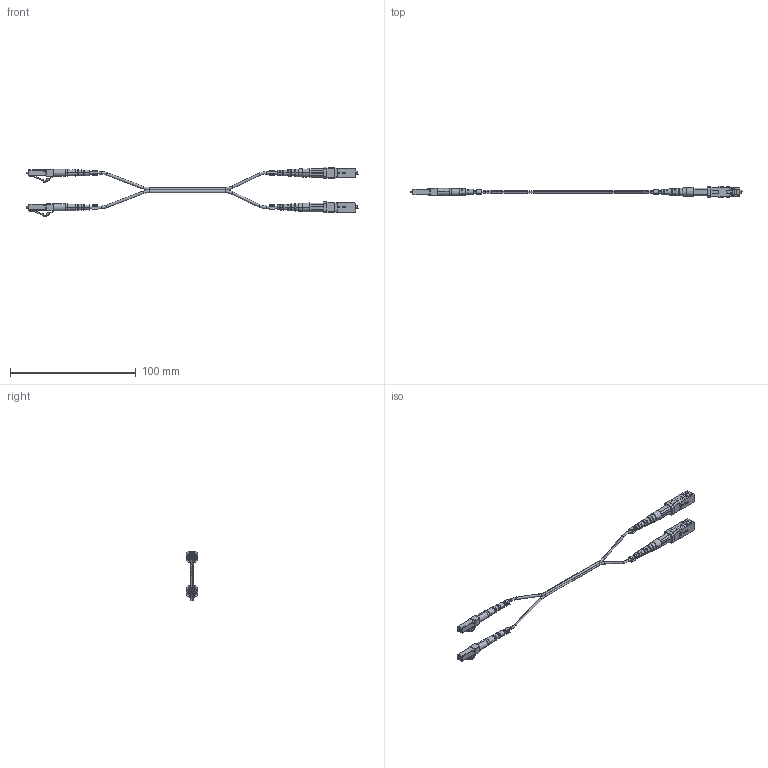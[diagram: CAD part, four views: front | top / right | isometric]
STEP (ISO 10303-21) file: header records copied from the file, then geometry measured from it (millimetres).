
FILE_DESCRIPTION (( 'STEP AP214' ), '1' );
FILE_NAME ('FCA-LASA-DPS2Z.step', '2021-09-01T12:32:41', ( '' ), ( '' ), 'SwSTEP 2.0', 'SolidWorks 2021', '' );
FILE_SCHEMA (( 'AUTOMOTIVE_DESIGN' ));
Length unit declared in the file: inch
Products named in the file (12): CONN-95-200-08-BP3B MA2; 1AF02-003-MA1; 1AF02-003-MA2; LBL-C3P-A; 1AF04-011; FCA-LASA-DPS2Z; 1AF04-011-MA1; CONN-95-200-08-BP3B MA3; FCA-FCFC-DPS1Z-ma1_YELLOW; 1AF02-003; CONN-95-200-08-BP3B MA4; LBL-C3P-B
Assembly tree (15 placements, depth 3):
  FCA-LASA-DPS2Z
    FCA-FCFC-DPS1Z-ma1_YELLOW
    1AF02-003  x2
      1AF02-003-MA1
      1AF02-003-MA2
    1AF04-011  x2
      CONN-95-200-08-BP3B MA2
      1AF04-011-MA1
      CONN-95-200-08-BP3B MA4
      CONN-95-200-08-BP3B MA3
    LBL-C3P-A  x2
    LBL-C3P-B  x2
Bounding box: 263.83 x 8.89 x 39.33 mm (x, y, z)
Volume: 6284.3 mm3; surface area: 13739.1 mm2
Topology: 20 solids, 20 shells, 1150 faces, 3136 edges, 1972 vertices
Faces by surface type: plane 704, cylinder 302, torus 56, sphere 44, cone 24, bspline 20
Entity records: 21079 total; most frequent: CARTESIAN_POINT 4469, ORIENTED_EDGE 3168, DIRECTION 3101, EDGE_CURVE 1584, AXIS2_PLACEMENT_3D 1069, VERTEX_POINT 1006, LINE 963, VECTOR 963
